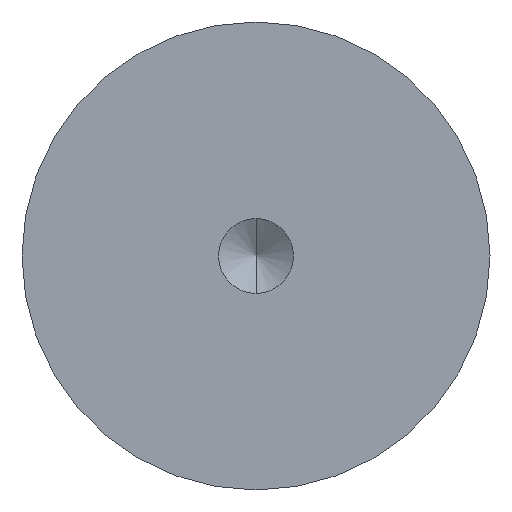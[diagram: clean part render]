
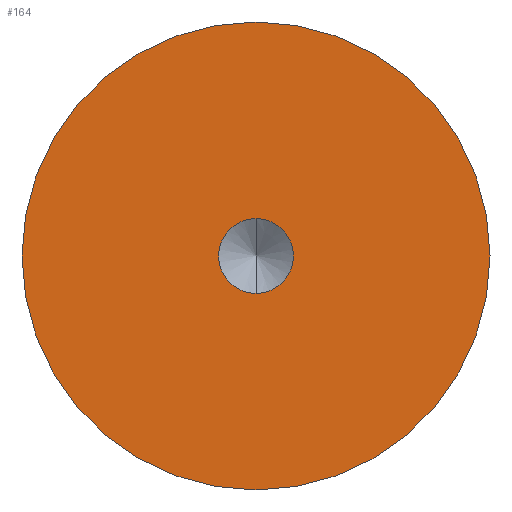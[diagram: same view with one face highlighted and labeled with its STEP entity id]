
A CAD part, front view. The second image highlights one B-rep face of the part: STEP entity #164.
In plain terms, the highlighted planar face has unit normal (0, -1, 0).
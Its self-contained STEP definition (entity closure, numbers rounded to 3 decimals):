
#70=CARTESIAN_POINT('Vertex',(0.,0.,1.6)) ;
#73=CARTESIAN_POINT('Axis2P3D Location',(0.,0.,0.)) ;
#77=CARTESIAN_POINT('Vertex',(0.,0.,-1.6)) ;
#125=CARTESIAN_POINT('Axis2P3D Location',(0.,0.,0.)) ;
#137=CARTESIAN_POINT('Axis2P3D Location',(0.,0.,0.)) ;
#142=CARTESIAN_POINT('Axis2P3D Location',(0.,0.,0.)) ;
#146=CARTESIAN_POINT('Vertex',(0.,0.,-10.)) ;
#148=CARTESIAN_POINT('Vertex',(0.,0.,10.)) ;
#151=CARTESIAN_POINT('Axis2P3D Location',(0.,0.,0.)) ;
#74=DIRECTION('Axis2P3D Direction',(0.,-1.,-0.)) ;
#126=DIRECTION('Axis2P3D Direction',(0.,-1.,-0.)) ;
#138=DIRECTION('Axis2P3D Direction',(0.,1.,0.)) ;
#139=DIRECTION('Axis2P3D XDirection',(0.,-0.,1.)) ;
#143=DIRECTION('Axis2P3D Direction',(0.,1.,0.)) ;
#152=DIRECTION('Axis2P3D Direction',(0.,1.,0.)) ;
#75=AXIS2_PLACEMENT_3D('Circle Axis2P3D',#73,#74,$) ;
#127=AXIS2_PLACEMENT_3D('Circle Axis2P3D',#125,#126,$) ;
#140=AXIS2_PLACEMENT_3D('Plane Axis2P3D',#137,#138,#139) ;
#144=AXIS2_PLACEMENT_3D('Circle Axis2P3D',#142,#143,$) ;
#153=AXIS2_PLACEMENT_3D('Circle Axis2P3D',#151,#152,$) ;
#157=ORIENTED_EDGE('',*,*,#150,.F.) ;
#158=ORIENTED_EDGE('',*,*,#155,.F.) ;
#161=ORIENTED_EDGE('',*,*,#129,.F.) ;
#162=ORIENTED_EDGE('',*,*,#79,.F.) ;
#163=FACE_BOUND('',#160,.T.) ;
#164=ADVANCED_FACE('M3 Clearance Hole1',(#159,#163),#141,.F.) ;
#76=CIRCLE('generated circle',#75,1.6) ;
#128=CIRCLE('generated circle',#127,1.6) ;
#145=CIRCLE('generated circle',#144,10.) ;
#154=CIRCLE('generated circle',#153,10.) ;
#79=EDGE_CURVE('',#71,#78,#76,.T.) ;
#129=EDGE_CURVE('',#78,#71,#128,.T.) ;
#150=EDGE_CURVE('',#147,#149,#145,.T.) ;
#155=EDGE_CURVE('',#149,#147,#154,.T.) ;
#156=EDGE_LOOP('',(#157,#158)) ;
#160=EDGE_LOOP('',(#161,#162)) ;
#159=FACE_OUTER_BOUND('',#156,.T.) ;
#141=PLANE('Plane',#140) ;
#71=VERTEX_POINT('',#70) ;
#78=VERTEX_POINT('',#77) ;
#147=VERTEX_POINT('',#146) ;
#149=VERTEX_POINT('',#148) ;
